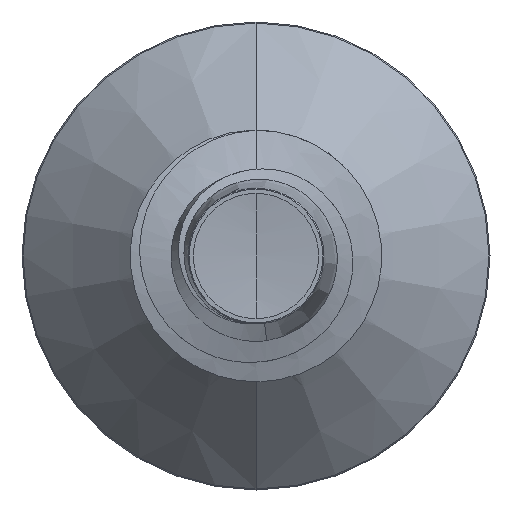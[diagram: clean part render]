
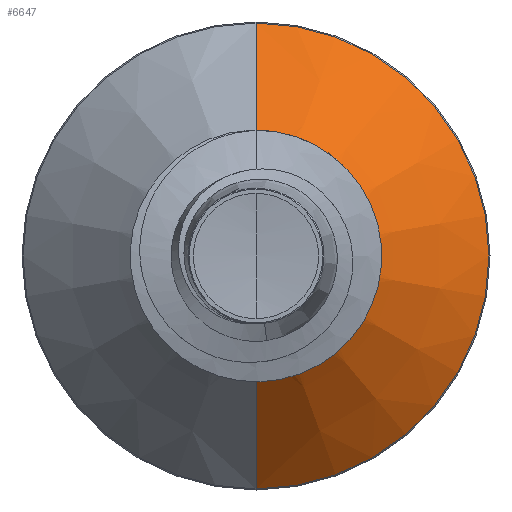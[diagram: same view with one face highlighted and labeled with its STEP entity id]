
A CAD part, front view. The second image highlights one B-rep face of the part: STEP entity #6647.
In plain terms, the highlighted conical face has half-angle 45 degrees and reference radius 1.847 mm.
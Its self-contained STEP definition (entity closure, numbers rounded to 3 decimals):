
#106 = VERTEX_POINT ( 'NONE', #6590 ) ;
#339 = EDGE_CURVE ( 'NONE', #106, #7670, #4082, .T. ) ;
#728 = ORIENTED_EDGE ( 'NONE', *, *, #6398, .T. ) ;
#1186 = AXIS2_PLACEMENT_3D ( 'NONE', #8734, #8723, #8702 ) ;
#1447 = VERTEX_POINT ( 'NONE', #5310 ) ;
#1670 = AXIS2_PLACEMENT_3D ( 'NONE', #8510, #8422, #8629 ) ;
#1912 = EDGE_CURVE ( 'NONE', #3704, #1447, #3047, .T. ) ;
#2569 = VECTOR ( 'NONE', #6102, 1000. ) ;
#3047 = LINE ( 'NONE', #9117, #2569 ) ;
#3599 = CONICAL_SURFACE ( 'NONE', #1670, 1.847, 0.785 ) ;
#3656 = DIRECTION ( 'NONE',  ( 0., 0.707, -0.707 ) ) ;
#3704 = VERTEX_POINT ( 'NONE', #8015 ) ;
#3774 = VECTOR ( 'NONE', #3656, 1000. ) ;
#4082 = LINE ( 'NONE', #5175, #3774 ) ;
#4701 = ORIENTED_EDGE ( 'NONE', *, *, #5110, .F. ) ;
#4907 = DIRECTION ( 'NONE',  ( 0., 0., 1. ) ) ;
#4908 = DIRECTION ( 'NONE',  ( 0., 1., 0. ) ) ;
#4928 = CARTESIAN_POINT ( 'NONE',  ( 0., 5.728, 0. ) ) ;
#5110 = EDGE_CURVE ( 'NONE', #1447, #7670, #8906, .T. ) ;
#5175 = CARTESIAN_POINT ( 'NONE',  ( 0., 2.947, -1.847 ) ) ;
#5310 = CARTESIAN_POINT ( 'NONE',  ( 0., 5.728, 4.628 ) ) ;
#6050 = ORIENTED_EDGE ( 'NONE', *, *, #339, .T. ) ;
#6102 = DIRECTION ( 'NONE',  ( 0., 0.707, 0.707 ) ) ;
#6398 = EDGE_CURVE ( 'NONE', #3704, #106, #9130, .T. ) ;
#6590 = CARTESIAN_POINT ( 'NONE',  ( 0., 2.947, -1.847 ) ) ;
#6647 = ADVANCED_FACE ( 'NONE', ( #8630 ), #3599, .T. ) ;
#6696 = CARTESIAN_POINT ( 'NONE',  ( 0., 5.728, -4.628 ) ) ;
#7481 = ORIENTED_EDGE ( 'NONE', *, *, #1912, .F. ) ;
#7670 = VERTEX_POINT ( 'NONE', #6696 ) ;
#7848 = AXIS2_PLACEMENT_3D ( 'NONE', #4928, #4908, #4907 ) ;
#7904 = EDGE_LOOP ( 'NONE', ( #728, #6050, #4701, #7481 ) ) ;
#8015 = CARTESIAN_POINT ( 'NONE',  ( 0., 2.947, 1.847 ) ) ;
#8422 = DIRECTION ( 'NONE',  ( 0., 1., 0. ) ) ;
#8510 = CARTESIAN_POINT ( 'NONE',  ( 0., 2.947, 0. ) ) ;
#8629 = DIRECTION ( 'NONE',  ( 0., 0., 1. ) ) ;
#8630 = FACE_OUTER_BOUND ( 'NONE', #7904, .T. ) ;
#8702 = DIRECTION ( 'NONE',  ( 0., 0., 1. ) ) ;
#8723 = DIRECTION ( 'NONE',  ( 0., 1., 0. ) ) ;
#8734 = CARTESIAN_POINT ( 'NONE',  ( 0., 2.947, 0. ) ) ;
#8906 = CIRCLE ( 'NONE', #7848, 4.628 ) ;
#9117 = CARTESIAN_POINT ( 'NONE',  ( 0., 2.947, 1.847 ) ) ;
#9130 = CIRCLE ( 'NONE', #1186, 1.847 ) ;
